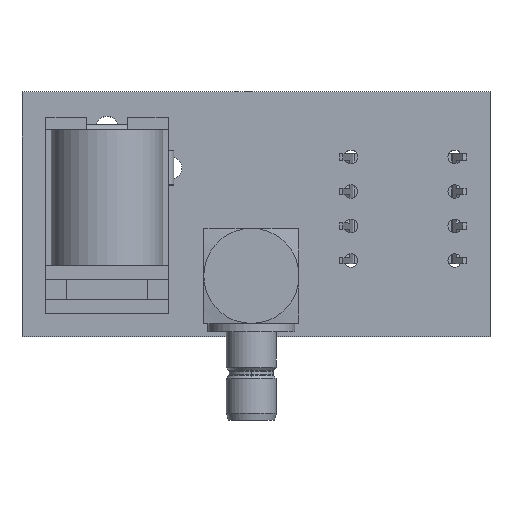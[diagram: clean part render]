
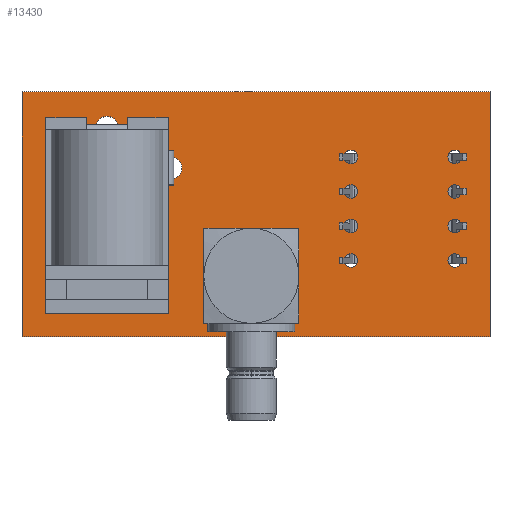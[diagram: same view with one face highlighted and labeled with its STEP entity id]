
A CAD part, top view. The second image highlights one B-rep face of the part: STEP entity #13430.
In plain terms, the highlighted planar face has unit normal (0, 0, 1).
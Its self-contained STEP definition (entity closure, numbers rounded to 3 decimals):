
#13142 = VERTEX_POINT('',#13143);
#13143 = CARTESIAN_POINT('',(165.6,-127.2,1.51));
#13149 = EDGE_CURVE('',#13142,#13150,#13152,.T.);
#13150 = VERTEX_POINT('',#13151);
#13151 = CARTESIAN_POINT('',(131.2,-127.2,1.51));
#13152 = LINE('',#13153,#13154);
#13153 = CARTESIAN_POINT('',(165.6,-127.2,1.51));
#13154 = VECTOR('',#13155,1.);
#13155 = DIRECTION('',(-1.,0.,0.));
#13182 = VERTEX_POINT('',#13183);
#13183 = CARTESIAN_POINT('',(165.6,-109.2,1.51));
#13189 = EDGE_CURVE('',#13182,#13142,#13190,.T.);
#13190 = LINE('',#13191,#13192);
#13191 = CARTESIAN_POINT('',(165.6,-109.2,1.51));
#13192 = VECTOR('',#13193,1.);
#13193 = DIRECTION('',(0.,-1.,0.));
#13211 = EDGE_CURVE('',#13150,#13212,#13214,.T.);
#13212 = VERTEX_POINT('',#13213);
#13213 = CARTESIAN_POINT('',(131.2,-109.2,1.51));
#13214 = LINE('',#13215,#13216);
#13215 = CARTESIAN_POINT('',(131.2,-127.2,1.51));
#13216 = VECTOR('',#13217,1.);
#13217 = DIRECTION('',(0.,1.,0.));
#13430 = ADVANCED_FACE('',(#13431,#13442,#13453,#13464,#13475,#13486,
    #13497,#13508,#13519,#13530,#13541,#13552,#13563,#13574,#13585,
    #13596,#13607),#13618,.T.);
#13431 = FACE_BOUND('',#13432,.T.);
#13432 = EDGE_LOOP('',(#13433,#13434,#13435,#13441));
#13433 = ORIENTED_EDGE('',*,*,#13149,.F.);
#13434 = ORIENTED_EDGE('',*,*,#13189,.F.);
#13435 = ORIENTED_EDGE('',*,*,#13436,.F.);
#13436 = EDGE_CURVE('',#13212,#13182,#13437,.T.);
#13437 = LINE('',#13438,#13439);
#13438 = CARTESIAN_POINT('',(131.2,-109.2,1.51));
#13439 = VECTOR('',#13440,1.);
#13440 = DIRECTION('',(1.,0.,0.));
#13441 = ORIENTED_EDGE('',*,*,#13211,.F.);
#13442 = FACE_BOUND('',#13443,.T.);
#13443 = EDGE_LOOP('',(#13444));
#13444 = ORIENTED_EDGE('',*,*,#13445,.T.);
#13445 = EDGE_CURVE('',#13446,#13446,#13448,.T.);
#13446 = VERTEX_POINT('',#13447);
#13447 = CARTESIAN_POINT('',(145.52,-126.13,1.51));
#13448 = CIRCLE('',#13449,0.85);
#13449 = AXIS2_PLACEMENT_3D('',#13450,#13451,#13452);
#13450 = CARTESIAN_POINT('',(145.52,-125.28,1.51));
#13451 = DIRECTION('',(-0.,0.,-1.));
#13452 = DIRECTION('',(0.,-1.,-0.));
#13453 = FACE_BOUND('',#13454,.T.);
#13454 = EDGE_LOOP('',(#13455));
#13455 = ORIENTED_EDGE('',*,*,#13456,.T.);
#13456 = EDGE_CURVE('',#13457,#13457,#13459,.T.);
#13457 = VERTEX_POINT('',#13458);
#13458 = CARTESIAN_POINT('',(148.06,-123.24,1.51));
#13459 = CIRCLE('',#13460,0.5);
#13460 = AXIS2_PLACEMENT_3D('',#13461,#13462,#13463);
#13461 = CARTESIAN_POINT('',(148.06,-122.74,1.51));
#13462 = DIRECTION('',(-0.,0.,-1.));
#13463 = DIRECTION('',(-0.,-1.,0.));
#13464 = FACE_BOUND('',#13465,.T.);
#13465 = EDGE_LOOP('',(#13466));
#13466 = ORIENTED_EDGE('',*,*,#13467,.T.);
#13467 = EDGE_CURVE('',#13468,#13468,#13470,.T.);
#13468 = VERTEX_POINT('',#13469);
#13469 = CARTESIAN_POINT('',(145.52,-121.05,1.51));
#13470 = CIRCLE('',#13471,0.85);
#13471 = AXIS2_PLACEMENT_3D('',#13472,#13473,#13474);
#13472 = CARTESIAN_POINT('',(145.52,-120.2,1.51));
#13473 = DIRECTION('',(-0.,0.,-1.));
#13474 = DIRECTION('',(0.,-1.,-0.));
#13475 = FACE_BOUND('',#13476,.T.);
#13476 = EDGE_LOOP('',(#13477));
#13477 = ORIENTED_EDGE('',*,*,#13478,.T.);
#13478 = EDGE_CURVE('',#13479,#13479,#13481,.T.);
#13479 = VERTEX_POINT('',#13480);
#13480 = CARTESIAN_POINT('',(150.6,-126.13,1.51));
#13481 = CIRCLE('',#13482,0.85);
#13482 = AXIS2_PLACEMENT_3D('',#13483,#13484,#13485);
#13483 = CARTESIAN_POINT('',(150.6,-125.28,1.51));
#13484 = DIRECTION('',(-0.,0.,-1.));
#13485 = DIRECTION('',(-0.,-1.,0.));
#13486 = FACE_BOUND('',#13487,.T.);
#13487 = EDGE_LOOP('',(#13488));
#13488 = ORIENTED_EDGE('',*,*,#13489,.T.);
#13489 = EDGE_CURVE('',#13490,#13490,#13492,.T.);
#13490 = VERTEX_POINT('',#13491);
#13491 = CARTESIAN_POINT('',(155.39,-122.1,1.51));
#13492 = CIRCLE('',#13493,0.5);
#13493 = AXIS2_PLACEMENT_3D('',#13494,#13495,#13496);
#13494 = CARTESIAN_POINT('',(155.39,-121.6,1.51));
#13495 = DIRECTION('',(-0.,0.,-1.));
#13496 = DIRECTION('',(-0.,-1.,0.));
#13497 = FACE_BOUND('',#13498,.T.);
#13498 = EDGE_LOOP('',(#13499));
#13499 = ORIENTED_EDGE('',*,*,#13500,.T.);
#13500 = EDGE_CURVE('',#13501,#13501,#13503,.T.);
#13501 = VERTEX_POINT('',#13502);
#13502 = CARTESIAN_POINT('',(150.6,-121.05,1.51));
#13503 = CIRCLE('',#13504,0.85);
#13504 = AXIS2_PLACEMENT_3D('',#13505,#13506,#13507);
#13505 = CARTESIAN_POINT('',(150.6,-120.2,1.51));
#13506 = DIRECTION('',(-0.,0.,-1.));
#13507 = DIRECTION('',(-0.,-1.,0.));
#13508 = FACE_BOUND('',#13509,.T.);
#13509 = EDGE_LOOP('',(#13510));
#13510 = ORIENTED_EDGE('',*,*,#13511,.T.);
#13511 = EDGE_CURVE('',#13512,#13512,#13514,.T.);
#13512 = VERTEX_POINT('',#13513);
#13513 = CARTESIAN_POINT('',(155.39,-119.56,1.51));
#13514 = CIRCLE('',#13515,0.5);
#13515 = AXIS2_PLACEMENT_3D('',#13516,#13517,#13518);
#13516 = CARTESIAN_POINT('',(155.39,-119.06,1.51));
#13517 = DIRECTION('',(-0.,0.,-1.));
#13518 = DIRECTION('',(-0.,-1.,0.));
#13519 = FACE_BOUND('',#13520,.T.);
#13520 = EDGE_LOOP('',(#13521));
#13521 = ORIENTED_EDGE('',*,*,#13522,.T.);
#13522 = EDGE_CURVE('',#13523,#13523,#13525,.T.);
#13523 = VERTEX_POINT('',#13524);
#13524 = CARTESIAN_POINT('',(163.01,-122.1,1.51));
#13525 = CIRCLE('',#13526,0.5);
#13526 = AXIS2_PLACEMENT_3D('',#13527,#13528,#13529);
#13527 = CARTESIAN_POINT('',(163.01,-121.6,1.51));
#13528 = DIRECTION('',(-0.,0.,-1.));
#13529 = DIRECTION('',(-0.,-1.,0.));
#13530 = FACE_BOUND('',#13531,.T.);
#13531 = EDGE_LOOP('',(#13532));
#13532 = ORIENTED_EDGE('',*,*,#13533,.T.);
#13533 = EDGE_CURVE('',#13534,#13534,#13536,.T.);
#13534 = VERTEX_POINT('',#13535);
#13535 = CARTESIAN_POINT('',(163.01,-119.56,1.51));
#13536 = CIRCLE('',#13537,0.5);
#13537 = AXIS2_PLACEMENT_3D('',#13538,#13539,#13540);
#13538 = CARTESIAN_POINT('',(163.01,-119.06,1.51));
#13539 = DIRECTION('',(-0.,0.,-1.));
#13540 = DIRECTION('',(-0.,-1.,0.));
#13541 = FACE_BOUND('',#13542,.T.);
#13542 = EDGE_LOOP('',(#13543));
#13543 = ORIENTED_EDGE('',*,*,#13544,.T.);
#13544 = EDGE_CURVE('',#13545,#13545,#13547,.T.);
#13545 = VERTEX_POINT('',#13546);
#13546 = CARTESIAN_POINT('',(137.45,-118.6,1.51));
#13547 = CIRCLE('',#13548,0.8);
#13548 = AXIS2_PLACEMENT_3D('',#13549,#13550,#13551);
#13549 = CARTESIAN_POINT('',(137.45,-117.8,1.51));
#13550 = DIRECTION('',(-0.,0.,-1.));
#13551 = DIRECTION('',(-0.,-1.,0.));
#13552 = FACE_BOUND('',#13553,.T.);
#13553 = EDGE_LOOP('',(#13554));
#13554 = ORIENTED_EDGE('',*,*,#13555,.T.);
#13555 = EDGE_CURVE('',#13556,#13556,#13558,.T.);
#13556 = VERTEX_POINT('',#13557);
#13557 = CARTESIAN_POINT('',(142.15,-115.6,1.51));
#13558 = CIRCLE('',#13559,0.8);
#13559 = AXIS2_PLACEMENT_3D('',#13560,#13561,#13562);
#13560 = CARTESIAN_POINT('',(142.15,-114.8,1.51));
#13561 = DIRECTION('',(-0.,0.,-1.));
#13562 = DIRECTION('',(0.,-1.,-0.));
#13563 = FACE_BOUND('',#13564,.T.);
#13564 = EDGE_LOOP('',(#13565));
#13565 = ORIENTED_EDGE('',*,*,#13566,.T.);
#13566 = EDGE_CURVE('',#13567,#13567,#13569,.T.);
#13567 = VERTEX_POINT('',#13568);
#13568 = CARTESIAN_POINT('',(137.45,-112.6,1.51));
#13569 = CIRCLE('',#13570,0.8);
#13570 = AXIS2_PLACEMENT_3D('',#13571,#13572,#13573);
#13571 = CARTESIAN_POINT('',(137.45,-111.8,1.51));
#13572 = DIRECTION('',(-0.,0.,-1.));
#13573 = DIRECTION('',(-0.,-1.,0.));
#13574 = FACE_BOUND('',#13575,.T.);
#13575 = EDGE_LOOP('',(#13576));
#13576 = ORIENTED_EDGE('',*,*,#13577,.T.);
#13577 = EDGE_CURVE('',#13578,#13578,#13580,.T.);
#13578 = VERTEX_POINT('',#13579);
#13579 = CARTESIAN_POINT('',(155.39,-117.02,1.51));
#13580 = CIRCLE('',#13581,0.5);
#13581 = AXIS2_PLACEMENT_3D('',#13582,#13583,#13584);
#13582 = CARTESIAN_POINT('',(155.39,-116.52,1.51));
#13583 = DIRECTION('',(-0.,0.,-1.));
#13584 = DIRECTION('',(-0.,-1.,0.));
#13585 = FACE_BOUND('',#13586,.T.);
#13586 = EDGE_LOOP('',(#13587));
#13587 = ORIENTED_EDGE('',*,*,#13588,.T.);
#13588 = EDGE_CURVE('',#13589,#13589,#13591,.T.);
#13589 = VERTEX_POINT('',#13590);
#13590 = CARTESIAN_POINT('',(163.01,-117.02,1.51));
#13591 = CIRCLE('',#13592,0.5);
#13592 = AXIS2_PLACEMENT_3D('',#13593,#13594,#13595);
#13593 = CARTESIAN_POINT('',(163.01,-116.52,1.51));
#13594 = DIRECTION('',(-0.,0.,-1.));
#13595 = DIRECTION('',(-0.,-1.,0.));
#13596 = FACE_BOUND('',#13597,.T.);
#13597 = EDGE_LOOP('',(#13598));
#13598 = ORIENTED_EDGE('',*,*,#13599,.T.);
#13599 = EDGE_CURVE('',#13600,#13600,#13602,.T.);
#13600 = VERTEX_POINT('',#13601);
#13601 = CARTESIAN_POINT('',(155.39,-114.48,1.51));
#13602 = CIRCLE('',#13603,0.5);
#13603 = AXIS2_PLACEMENT_3D('',#13604,#13605,#13606);
#13604 = CARTESIAN_POINT('',(155.39,-113.98,1.51));
#13605 = DIRECTION('',(-0.,0.,-1.));
#13606 = DIRECTION('',(-0.,-1.,0.));
#13607 = FACE_BOUND('',#13608,.T.);
#13608 = EDGE_LOOP('',(#13609));
#13609 = ORIENTED_EDGE('',*,*,#13610,.T.);
#13610 = EDGE_CURVE('',#13611,#13611,#13613,.T.);
#13611 = VERTEX_POINT('',#13612);
#13612 = CARTESIAN_POINT('',(163.01,-114.48,1.51));
#13613 = CIRCLE('',#13614,0.5);
#13614 = AXIS2_PLACEMENT_3D('',#13615,#13616,#13617);
#13615 = CARTESIAN_POINT('',(163.01,-113.98,1.51));
#13616 = DIRECTION('',(-0.,0.,-1.));
#13617 = DIRECTION('',(-0.,-1.,0.));
#13618 = PLANE('',#13619);
#13619 = AXIS2_PLACEMENT_3D('',#13620,#13621,#13622);
#13620 = CARTESIAN_POINT('',(0.,0.,1.51));
#13621 = DIRECTION('',(0.,0.,1.));
#13622 = DIRECTION('',(1.,0.,-0.));
